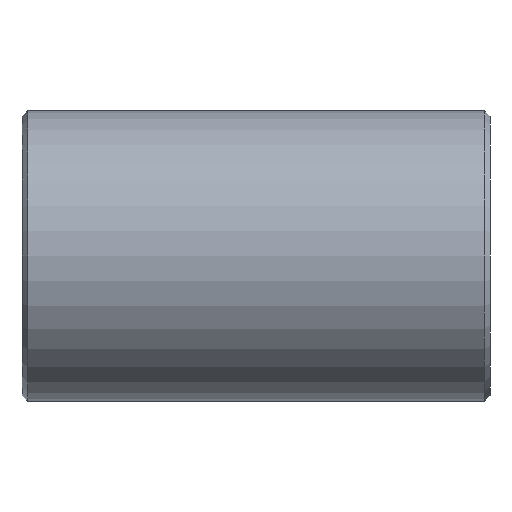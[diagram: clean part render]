
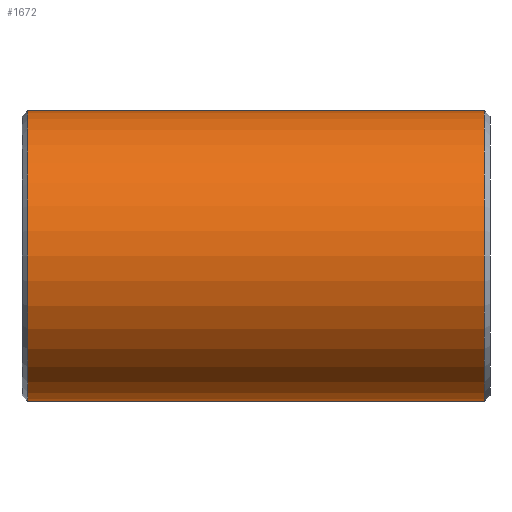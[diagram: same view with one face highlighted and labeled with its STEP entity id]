
A CAD part, left-side view. The second image highlights one B-rep face of the part: STEP entity #1672.
In plain terms, the highlighted cylindrical face has radius 9.1 mm (diameter 18.2 mm), a partial arc.
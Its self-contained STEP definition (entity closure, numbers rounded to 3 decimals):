
#6 = DIRECTION ( 'NONE',  ( 0., 0., 1. ) ) ;
#30 = EDGE_CURVE ( 'NONE', #914, #260, #1868, .T. ) ;
#49 = AXIS2_PLACEMENT_3D ( 'NONE', #1171, #485, #1245 ) ;
#207 = FACE_OUTER_BOUND ( 'NONE', #1811, .T. ) ;
#260 = VERTEX_POINT ( 'NONE', #2162 ) ;
#441 = ORIENTED_EDGE ( 'NONE', *, *, #30, .F. ) ;
#485 = DIRECTION ( 'NONE',  ( 0., 1., 0. ) ) ;
#502 = AXIS2_PLACEMENT_3D ( 'NONE', #2437, #1850, #1279 ) ;
#534 = VERTEX_POINT ( 'NONE', #771 ) ;
#548 = AXIS2_PLACEMENT_3D ( 'NONE', #1131, #962, #6 ) ;
#553 = CARTESIAN_POINT ( 'NONE',  ( 0., -14.65, -9.1 ) ) ;
#595 = LINE ( 'NONE', #1667, #847 ) ;
#683 = VERTEX_POINT ( 'NONE', #796 ) ;
#771 = CARTESIAN_POINT ( 'NONE',  ( 0., 14.275, 9.1 ) ) ;
#796 = CARTESIAN_POINT ( 'NONE',  ( 0., -14.275, 9.1 ) ) ;
#847 = VECTOR ( 'NONE', #2431, 1000. ) ;
#914 = VERTEX_POINT ( 'NONE', #918 ) ;
#918 = CARTESIAN_POINT ( 'NONE',  ( 0., -14.275, -9.1 ) ) ;
#942 = CYLINDRICAL_SURFACE ( 'NONE', #548, 9.1 ) ;
#962 = DIRECTION ( 'NONE',  ( 0., 1., 0. ) ) ;
#1006 = CIRCLE ( 'NONE', #502, 9.1 ) ;
#1131 = CARTESIAN_POINT ( 'NONE',  ( 0., -14.65, 0. ) ) ;
#1171 = CARTESIAN_POINT ( 'NONE',  ( 0., -14.275, 0. ) ) ;
#1212 = EDGE_CURVE ( 'NONE', #534, #260, #1006, .T. ) ;
#1245 = DIRECTION ( 'NONE',  ( 0., 0., 1. ) ) ;
#1279 = DIRECTION ( 'NONE',  ( 0., 0., 1. ) ) ;
#1325 = ORIENTED_EDGE ( 'NONE', *, *, #1785, .T. ) ;
#1368 = ORIENTED_EDGE ( 'NONE', *, *, #1212, .T. ) ;
#1667 = CARTESIAN_POINT ( 'NONE',  ( 0., -14.65, 9.1 ) ) ;
#1672 = ADVANCED_FACE ( 'NONE', ( #207 ), #942, .T. ) ;
#1785 = EDGE_CURVE ( 'NONE', #914, #683, #2107, .T. ) ;
#1811 = EDGE_LOOP ( 'NONE', ( #441, #1325, #2304, #1368 ) ) ;
#1850 = DIRECTION ( 'NONE',  ( 0., -1., 0. ) ) ;
#1868 = LINE ( 'NONE', #553, #1908 ) ;
#1881 = DIRECTION ( 'NONE',  ( 0., 1., 0. ) ) ;
#1908 = VECTOR ( 'NONE', #1881, 1000. ) ;
#1965 = EDGE_CURVE ( 'NONE', #683, #534, #595, .T. ) ;
#2107 = CIRCLE ( 'NONE', #49, 9.1 ) ;
#2162 = CARTESIAN_POINT ( 'NONE',  ( 0., 14.275, -9.1 ) ) ;
#2304 = ORIENTED_EDGE ( 'NONE', *, *, #1965, .T. ) ;
#2431 = DIRECTION ( 'NONE',  ( 0., 1., 0. ) ) ;
#2437 = CARTESIAN_POINT ( 'NONE',  ( 0., 14.275, 0. ) ) ;
